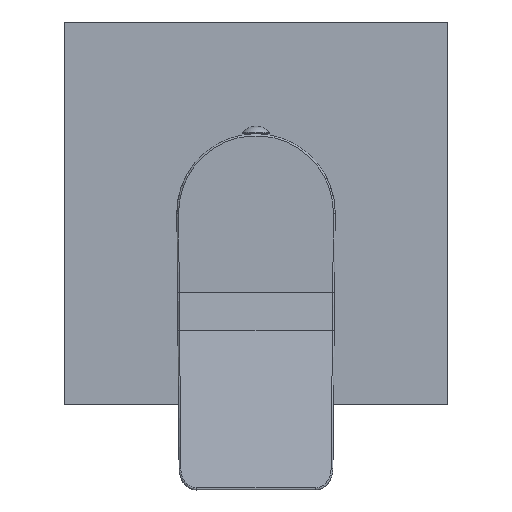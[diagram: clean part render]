
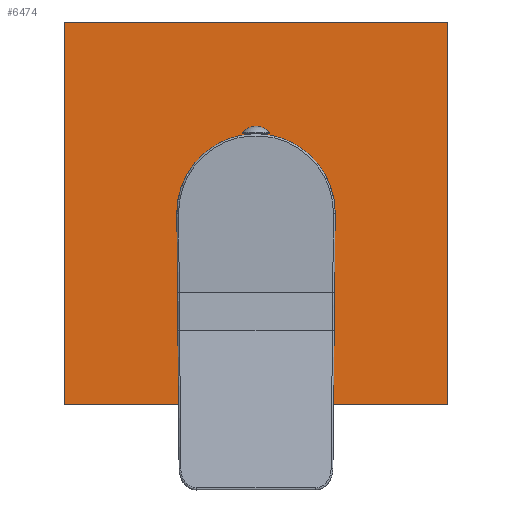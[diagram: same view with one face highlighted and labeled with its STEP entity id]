
A CAD part, top view. The second image highlights one B-rep face of the part: STEP entity #6474.
In plain terms, the highlighted planar face has unit normal (0, 0, 1).
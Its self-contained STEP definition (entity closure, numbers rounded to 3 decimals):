
#5582=DIRECTION('',(0.,1.,0.));
#5583=VECTOR('',#5582,110.);
#5584=CARTESIAN_POINT('',(55.,-55.,-2.));
#5585=LINE('',#5584,#5583);
#5586=DIRECTION('',(1.,0.,0.));
#5587=VECTOR('',#5586,110.);
#5588=CARTESIAN_POINT('',(-55.,-55.,-2.));
#5589=LINE('',#5588,#5587);
#5590=DIRECTION('',(0.,-1.,0.));
#5591=VECTOR('',#5590,110.);
#5592=CARTESIAN_POINT('',(-55.,55.,-2.));
#5593=LINE('',#5592,#5591);
#5594=DIRECTION('',(-1.,0.,0.));
#5595=VECTOR('',#5594,110.);
#5596=CARTESIAN_POINT('',(55.,55.,-2.));
#5597=LINE('',#5596,#5595);
#5598=CARTESIAN_POINT('',(0.,0.,-2.));
#5599=DIRECTION('',(0.,0.,-1.));
#5600=DIRECTION('',(-1.,0.,0.));
#5601=AXIS2_PLACEMENT_3D('',#5598,#5599,#5600);
#5603=CARTESIAN_POINT('',(0.,0.,-2.));
#5604=DIRECTION('',(0.,0.,-1.));
#5605=DIRECTION('',(1.,0.,0.));
#5606=AXIS2_PLACEMENT_3D('',#5603,#5604,#5605);
#5780=CARTESIAN_POINT('',(-22.8,0.,-2.));
#5781=CARTESIAN_POINT('',(22.8,0.,-2.));
#5782=VERTEX_POINT('',#5780);
#5783=VERTEX_POINT('',#5781);
#5784=CARTESIAN_POINT('',(55.,-55.,-2.));
#5785=CARTESIAN_POINT('',(55.,55.,-2.));
#5786=VERTEX_POINT('',#5784);
#5787=VERTEX_POINT('',#5785);
#5788=CARTESIAN_POINT('',(-55.,55.,-2.));
#5789=VERTEX_POINT('',#5788);
#5790=CARTESIAN_POINT('',(-55.,-55.,-2.));
#5791=VERTEX_POINT('',#5790);
#6457=CARTESIAN_POINT('',(0.,0.,-2.));
#6458=DIRECTION('',(0.,0.,1.));
#6459=DIRECTION('',(-1.,0.,0.));
#6460=AXIS2_PLACEMENT_3D('',#6457,#6458,#6459);
#6461=PLANE('',#6460);
#6462=ORIENTED_EDGE('',*,*,#6244,.F.);
#6463=ORIENTED_EDGE('',*,*,#6273,.F.);
#6464=ORIENTED_EDGE('',*,*,#6400,.F.);
#6465=ORIENTED_EDGE('',*,*,#6425,.F.);
#6466=EDGE_LOOP('',(#6462,#6463,#6464,#6465));
#6467=FACE_OUTER_BOUND('',#6466,.F.);
#6469=ORIENTED_EDGE('',*,*,#6468,.F.);
#6471=ORIENTED_EDGE('',*,*,#6470,.F.);
#6472=EDGE_LOOP('',(#6469,#6471));
#6473=FACE_BOUND('',#6472,.F.);
#6474=ADVANCED_FACE('',(#6467,#6473),#6461,.T.);
#5602=CIRCLE('',#5601,22.8);
#5607=CIRCLE('',#5606,22.8);
#6244=EDGE_CURVE('',#5786,#5787,#5585,.T.);
#6273=EDGE_CURVE('',#5791,#5786,#5589,.T.);
#6400=EDGE_CURVE('',#5789,#5791,#5593,.T.);
#6425=EDGE_CURVE('',#5787,#5789,#5597,.T.);
#6468=EDGE_CURVE('',#5782,#5783,#5602,.T.);
#6470=EDGE_CURVE('',#5783,#5782,#5607,.T.);
